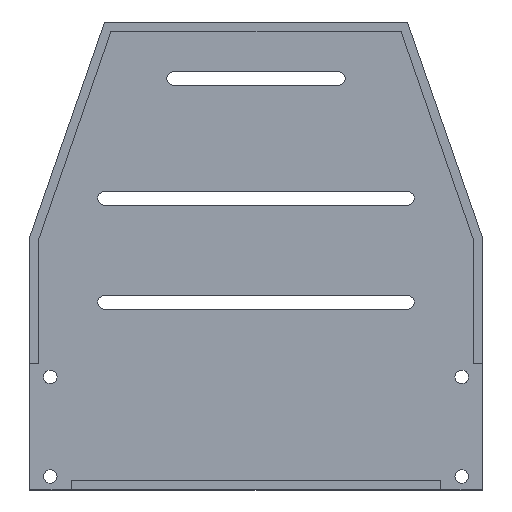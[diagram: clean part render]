
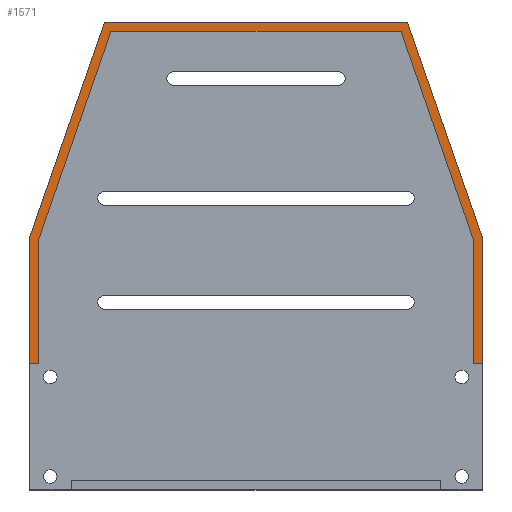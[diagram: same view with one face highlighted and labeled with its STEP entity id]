
A CAD part, top view. The second image highlights one B-rep face of the part: STEP entity #1571.
In plain terms, the highlighted planar face has unit normal (0, 0, 1).
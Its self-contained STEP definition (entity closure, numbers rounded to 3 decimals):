
#13 = EDGE_CURVE ( 'NONE', #686, #166, #1376, .T. ) ;
#22 = VECTOR ( 'NONE', #529, 1000. ) ;
#44 = VECTOR ( 'NONE', #1501, 1000. ) ;
#45 = DIRECTION ( 'NONE',  ( -1., 0., 0. ) ) ;
#50 = CARTESIAN_POINT ( 'NONE',  ( 48., 0., 2.6 ) ) ;
#99 = EDGE_CURVE ( 'NONE', #334, #728, #1516, .T. ) ;
#100 = CARTESIAN_POINT ( 'NONE',  ( -45.934, 15.956, 2.6 ) ) ;
#114 = EDGE_CURVE ( 'NONE', #334, #641, #806, .T. ) ;
#120 = CARTESIAN_POINT ( 'NONE',  ( 45.934, 15.956, 2.6 ) ) ;
#126 = CARTESIAN_POINT ( 'NONE',  ( -48., 0., 2.6 ) ) ;
#133 = LINE ( 'NONE', #703, #44 ) ;
#137 = DIRECTION ( 'NONE',  ( 1., 0., 0. ) ) ;
#156 = EDGE_CURVE ( 'NONE', #275, #322, #1147, .T. ) ;
#166 = VERTEX_POINT ( 'NONE', #1465 ) ;
#171 = CARTESIAN_POINT ( 'NONE',  ( 50., 0., 2.6 ) ) ;
#230 = EDGE_CURVE ( 'NONE', #942, #449, #354, .T. ) ;
#239 = VECTOR ( 'NONE', #336, 1000. ) ;
#241 = CARTESIAN_POINT ( 'NONE',  ( -50., 0., 2.6 ) ) ;
#247 = DIRECTION ( 'NONE',  ( 0., -1., 0. ) ) ;
#275 = VERTEX_POINT ( 'NONE', #1227 ) ;
#276 = ORIENTED_EDGE ( 'NONE', *, *, #362, .T. ) ;
#313 = VERTEX_POINT ( 'NONE', #419 ) ;
#316 = ORIENTED_EDGE ( 'NONE', *, *, #99, .T. ) ;
#322 = VERTEX_POINT ( 'NONE', #1207 ) ;
#334 = VERTEX_POINT ( 'NONE', #716 ) ;
#336 = DIRECTION ( 'NONE',  ( 0.328, -0.945, 0. ) ) ;
#354 = LINE ( 'NONE', #241, #551 ) ;
#361 = VECTOR ( 'NONE', #692, 1000. ) ;
#362 = EDGE_CURVE ( 'NONE', #449, #322, #984, .T. ) ;
#376 = DIRECTION ( 'NONE',  ( 0.328, -0.945, 0. ) ) ;
#380 = DIRECTION ( 'NONE',  ( 0., -1., 0. ) ) ;
#393 = ORIENTED_EDGE ( 'NONE', *, *, #896, .F. ) ;
#402 = ORIENTED_EDGE ( 'NONE', *, *, #1177, .T. ) ;
#419 = CARTESIAN_POINT ( 'NONE',  ( -33.5, 51.75, 2.6 ) ) ;
#449 = VERTEX_POINT ( 'NONE', #1003 ) ;
#461 = LINE ( 'NONE', #50, #528 ) ;
#527 = CARTESIAN_POINT ( 'NONE',  ( -32.078, 49.75, 2.6 ) ) ;
#528 = VECTOR ( 'NONE', #996, 1000. ) ;
#529 = DIRECTION ( 'NONE',  ( -1., 0., 0. ) ) ;
#545 = LINE ( 'NONE', #171, #361 ) ;
#551 = VECTOR ( 'NONE', #380, 1000. ) ;
#559 = PLANE ( 'NONE',  #1521 ) ;
#567 = ORIENTED_EDGE ( 'NONE', *, *, #13, .F. ) ;
#579 = ORIENTED_EDGE ( 'NONE', *, *, #156, .F. ) ;
#596 = CARTESIAN_POINT ( 'NONE',  ( 0., -23.75, 2.6 ) ) ;
#613 = LINE ( 'NONE', #1148, #994 ) ;
#615 = CARTESIAN_POINT ( 'NONE',  ( 50., -23.75, 2.6 ) ) ;
#631 = DIRECTION ( 'NONE',  ( -1., 0., 0. ) ) ;
#641 = VERTEX_POINT ( 'NONE', #527 ) ;
#686 = VERTEX_POINT ( 'NONE', #615 ) ;
#692 = DIRECTION ( 'NONE',  ( 0., -1., 0. ) ) ;
#703 = CARTESIAN_POINT ( 'NONE',  ( -44.044, 15.3, 2.6 ) ) ;
#704 = FACE_OUTER_BOUND ( 'NONE', #968, .T. ) ;
#705 = VERTEX_POINT ( 'NONE', #1377 ) ;
#716 = CARTESIAN_POINT ( 'NONE',  ( 32.078, 49.75, 2.6 ) ) ;
#728 = VERTEX_POINT ( 'NONE', #873 ) ;
#732 = CARTESIAN_POINT ( 'NONE',  ( 50., 4.25, 2.6 ) ) ;
#804 = ORIENTED_EDGE ( 'NONE', *, *, #114, .F. ) ;
#806 = LINE ( 'NONE', #1713, #22 ) ;
#837 = DIRECTION ( 'NONE',  ( 0., 0., 1. ) ) ;
#860 = VECTOR ( 'NONE', #1440, 1000. ) ;
#873 = CARTESIAN_POINT ( 'NONE',  ( 48., 3.913, 2.6 ) ) ;
#896 = EDGE_CURVE ( 'NONE', #705, #1403, #1581, .T. ) ;
#916 = LINE ( 'NONE', #100, #860 ) ;
#934 = ORIENTED_EDGE ( 'NONE', *, *, #1706, .F. ) ;
#942 = VERTEX_POINT ( 'NONE', #1209 ) ;
#968 = EDGE_LOOP ( 'NONE', ( #567, #1670, #393, #1225, #1477, #1165, #276, #579, #934, #804, #316, #402 ) ) ;
#984 = LINE ( 'NONE', #1513, #1137 ) ;
#994 = VECTOR ( 'NONE', #631, 1000. ) ;
#996 = DIRECTION ( 'NONE',  ( 0., -1., 0. ) ) ;
#997 = CARTESIAN_POINT ( 'NONE',  ( 44.044, 15.3, 2.6 ) ) ;
#1003 = CARTESIAN_POINT ( 'NONE',  ( -50., -23.75, 2.6 ) ) ;
#1080 = CARTESIAN_POINT ( 'NONE',  ( 0., 0., 2.6 ) ) ;
#1081 = VECTOR ( 'NONE', #247, 1000. ) ;
#1137 = VECTOR ( 'NONE', #137, 1000. ) ;
#1147 = LINE ( 'NONE', #126, #1081 ) ;
#1148 = CARTESIAN_POINT ( 'NONE',  ( 0., 51.75, 2.6 ) ) ;
#1165 = ORIENTED_EDGE ( 'NONE', *, *, #230, .T. ) ;
#1177 = EDGE_CURVE ( 'NONE', #728, #166, #461, .T. ) ;
#1207 = CARTESIAN_POINT ( 'NONE',  ( -48., -23.75, 2.6 ) ) ;
#1209 = CARTESIAN_POINT ( 'NONE',  ( -50., 4.25, 2.6 ) ) ;
#1225 = ORIENTED_EDGE ( 'NONE', *, *, #1410, .T. ) ;
#1227 = CARTESIAN_POINT ( 'NONE',  ( -48., 3.913, 2.6 ) ) ;
#1236 = DIRECTION ( 'NONE',  ( 1., 0., 0. ) ) ;
#1274 = EDGE_CURVE ( 'NONE', #1403, #686, #545, .T. ) ;
#1362 = VECTOR ( 'NONE', #45, 1000. ) ;
#1376 = LINE ( 'NONE', #596, #1362 ) ;
#1377 = CARTESIAN_POINT ( 'NONE',  ( 33.5, 51.75, 2.6 ) ) ;
#1403 = VERTEX_POINT ( 'NONE', #732 ) ;
#1410 = EDGE_CURVE ( 'NONE', #705, #313, #613, .T. ) ;
#1440 = DIRECTION ( 'NONE',  ( -0.328, -0.945, 0. ) ) ;
#1465 = CARTESIAN_POINT ( 'NONE',  ( 48., -23.75, 2.6 ) ) ;
#1470 = VECTOR ( 'NONE', #376, 1000. ) ;
#1477 = ORIENTED_EDGE ( 'NONE', *, *, #1507, .T. ) ;
#1501 = DIRECTION ( 'NONE',  ( -0.328, -0.945, 0. ) ) ;
#1507 = EDGE_CURVE ( 'NONE', #313, #942, #916, .T. ) ;
#1513 = CARTESIAN_POINT ( 'NONE',  ( 0., -23.75, 2.6 ) ) ;
#1516 = LINE ( 'NONE', #997, #239 ) ;
#1521 = AXIS2_PLACEMENT_3D ( 'NONE', #1080, #837, #1236 ) ;
#1571 = ADVANCED_FACE ( 'NONE', ( #704 ), #559, .T. ) ;
#1581 = LINE ( 'NONE', #120, #1470 ) ;
#1670 = ORIENTED_EDGE ( 'NONE', *, *, #1274, .F. ) ;
#1706 = EDGE_CURVE ( 'NONE', #641, #275, #133, .T. ) ;
#1713 = CARTESIAN_POINT ( 'NONE',  ( 0., 49.75, 2.6 ) ) ;
